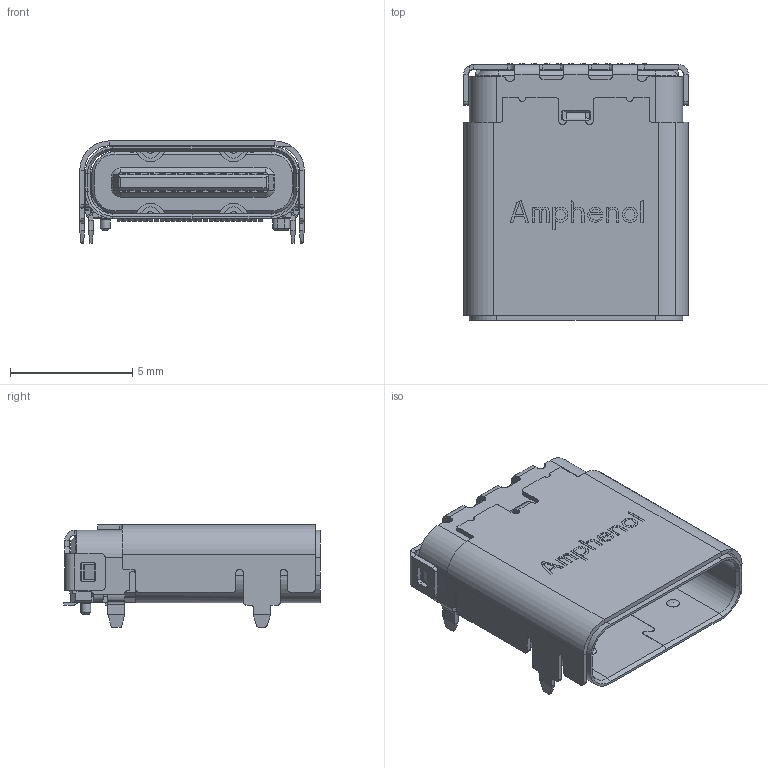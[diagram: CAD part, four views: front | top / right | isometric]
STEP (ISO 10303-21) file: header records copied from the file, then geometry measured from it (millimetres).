
FILE_DESCRIPTION(/* description */ (''),/* implementation_level */ '2;1');
FILE_NAME(/* name */ '12401832E402A.stp',/* time_stamp */ '2025-09-12T00:22:32+02:00',/* author */ (''),/* organization */ (''),/* preprocessor_version */ 'ST-DEVELOPER v20.1',/* originating_system */ 'Autodesk Translation Framework v14.10.0.0',/* authorisation */ '');
FILE_SCHEMA (('AUTOMOTIVE_DESIGN { 1 0 10303 214 3 1 1 }'));
Length unit declared in the file: millimetre
Products named in the file (1): 12401832E402A
Bounding box: 9.2 x 10.49 x 4.18 mm (x, y, z)
Volume: 160.8 mm3; surface area: 942 mm2
Topology: 75 solids, 75 shells, 2341 faces, 6178 edges, 3975 vertices
Faces by surface type: plane 1887, cylinder 364, cone 64, bspline 9, torus 9, sphere 8
Full cylindrical faces by diameter (mm): 0.4 x1
Entity records: 72458 total; most frequent: CARTESIAN_POINT 13802, ORIENTED_EDGE 12344, DIRECTION 11709, EDGE_CURVE 6172, LINE 5179, VECTOR 5179, VERTEX_POINT 3975, AXIS2_PLACEMENT_3D 3265
